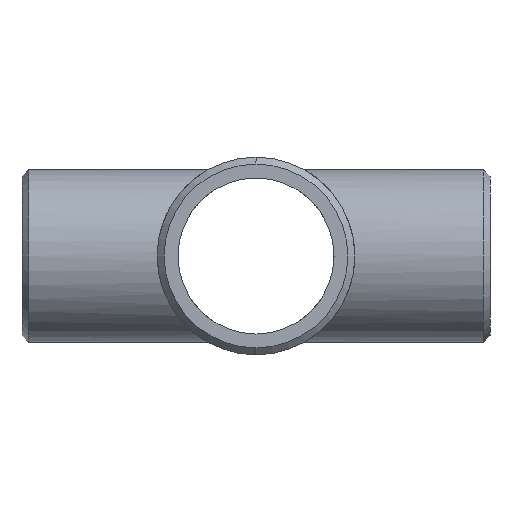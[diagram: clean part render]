
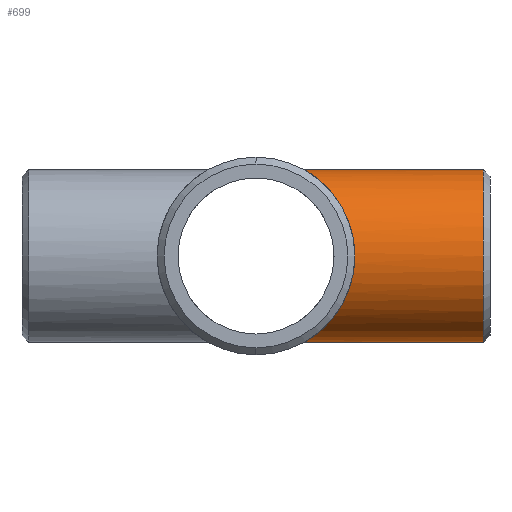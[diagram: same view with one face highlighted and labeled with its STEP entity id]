
A CAD part, left-side view. The second image highlights one B-rep face of the part: STEP entity #699.
In plain terms, the highlighted cylindrical face has radius 21.082 mm (diameter 42.164 mm), a partial arc.
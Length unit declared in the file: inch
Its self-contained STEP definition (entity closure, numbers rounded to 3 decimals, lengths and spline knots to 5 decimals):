
#3 = CARTESIAN_POINT ( 'NONE',  ( -0.19954, -0.50275, -0.80614 ) ) ;
#8 = CARTESIAN_POINT ( 'NONE',  ( 0., -2.18333, 0.83 ) ) ;
#12 = DIRECTION ( 'NONE',  ( 0., 1., 0. ) ) ;
#45 = CARTESIAN_POINT ( 'NONE',  ( -0.82242, -0.94338, -0.11568 ) ) ;
#58 = CARTESIAN_POINT ( 'NONE',  ( -0.11661, -0.4758, 0.82229 ) ) ;
#68 = CARTESIAN_POINT ( 'NONE',  ( -0.82699, -0.94737, -0.07214 ) ) ;
#87 = EDGE_CURVE ( 'NONE', #715, #703, #659, .T. ) ;
#91 = CARTESIAN_POINT ( 'NONE',  ( 0., -0.46217, -0.83 ) ) ;
#95 = CARTESIAN_POINT ( 'NONE',  ( -0.80548, -0.92865, -0.20079 ) ) ;
#101 = ORIENTED_EDGE ( 'NONE', *, *, #869, .T. ) ;
#106 = VERTEX_POINT ( 'NONE', #8 ) ;
#156 = CARTESIAN_POINT ( 'NONE',  ( -0.82813, -0.94837, -0.05753 ) ) ;
#162 = CARTESIAN_POINT ( 'NONE',  ( -0.70844, -0.84583, 0.4333 ) ) ;
#168 = CARTESIAN_POINT ( 'NONE',  ( -0.1165, -0.47579, -0.82229 ) ) ;
#182 = CARTESIAN_POINT ( 'NONE',  ( -0.77067, -0.89861, -0.30942 ) ) ;
#186 = CARTESIAN_POINT ( 'NONE',  ( -0.27684, -0.53827, -0.78293 ) ) ;
#230 = ORIENTED_EDGE ( 'NONE', *, *, #307, .T. ) ;
#242 = CARTESIAN_POINT ( 'NONE',  ( -0.55956, -0.72566, 0.61355 ) ) ;
#248 = CARTESIAN_POINT ( 'NONE',  ( -0.30127, -0.55135, 0.77383 ) ) ;
#258 = CARTESIAN_POINT ( 'NONE',  ( -0.22522, -0.51363, 0.79931 ) ) ;
#270 = CARTESIAN_POINT ( 'NONE',  ( -0.059, -0.46506, -0.8284 ) ) ;
#272 = CARTESIAN_POINT ( 'NONE',  ( 0., -2.25, -0.83 ) ) ;
#274 = AXIS2_PLACEMENT_3D ( 'NONE', #947, #12, #318 ) ;
#276 = AXIS2_PLACEMENT_3D ( 'NONE', #985, #343, #634 ) ;
#278 = CARTESIAN_POINT ( 'NONE',  ( -0.798, -0.92217, -0.2287 ) ) ;
#283 = CARTESIAN_POINT ( 'NONE',  ( -0.709, -0.8463, -0.4324 ) ) ;
#307 = EDGE_CURVE ( 'NONE', #1207, #106, #780, .T. ) ;
#318 = DIRECTION ( 'NONE',  ( 0., 0., -1. ) ) ;
#330 = FACE_OUTER_BOUND ( 'NONE', #498, .T. ) ;
#343 = DIRECTION ( 'NONE',  ( 0., 1., 0. ) ) ;
#344 = CARTESIAN_POINT ( 'NONE',  ( -0.02923, -0.46217, 0.83 ) ) ;
#352 = CARTESIAN_POINT ( 'NONE',  ( -0.69389, -0.83367, 0.4562 ) ) ;
#360 = CARTESIAN_POINT ( 'NONE',  ( -0.82965, -0.9497, -0.02811 ) ) ;
#368 = CARTESIAN_POINT ( 'NONE',  ( -0.0298, -0.46217, -0.83 ) ) ;
#370 = DIRECTION ( 'NONE',  ( 0., 1., 0. ) ) ;
#383 = CARTESIAN_POINT ( 'NONE',  ( 0., -0.46217, 0.83 ) ) ;
#384 = CARTESIAN_POINT ( 'NONE',  ( -0.54106, -0.71146, -0.62992 ) ) ;
#418 = ORIENTED_EDGE ( 'NONE', *, *, #822, .F. ) ;
#424 = CARTESIAN_POINT ( 'NONE',  ( -0.54055, -0.71107, 0.63036 ) ) ;
#439 = CARTESIAN_POINT ( 'NONE',  ( -0.82353, -0.94433, 0.11841 ) ) ;
#445 = CARTESIAN_POINT ( 'NONE',  ( -0.1989, -0.50251, 0.80629 ) ) ;
#471 = CARTESIAN_POINT ( 'NONE',  ( -0.64899, -0.79655, -0.52011 ) ) ;
#476 = CARTESIAN_POINT ( 'NONE',  ( -0.61537, -0.76926, -0.55932 ) ) ;
#498 = EDGE_LOOP ( 'NONE', ( #230, #101, #759, #418 ) ) ;
#516 = CARTESIAN_POINT ( 'NONE',  ( -0.83003, -0.95002, -0.01324 ) ) ;
#521 = CARTESIAN_POINT ( 'NONE',  ( -0.14459, -0.48359, 0.81778 ) ) ;
#527 = CARTESIAN_POINT ( 'NONE',  ( -0.74756, -0.87887, 0.36168 ) ) ;
#535 = CARTESIAN_POINT ( 'NONE',  ( -0.41713, -0.62185, 0.71935 ) ) ;
#542 = CARTESIAN_POINT ( 'NONE',  ( -0.79747, -0.92171, 0.23055 ) ) ;
#547 = CARTESIAN_POINT ( 'NONE',  ( -0.7939, -0.91863, -0.24253 ) ) ;
#564 = CARTESIAN_POINT ( 'NONE',  ( -0.74828, -0.87948, -0.36021 ) ) ;
#569 = CARTESIAN_POINT ( 'NONE',  ( -0.2258, -0.51389, -0.79914 ) ) ;
#575 = CARTESIAN_POINT ( 'NONE',  ( 0., -2.18333, -0.83 ) ) ;
#619 = CARTESIAN_POINT ( 'NONE',  ( -0.61439, -0.76847, 0.56038 ) ) ;
#625 = CARTESIAN_POINT ( 'NONE',  ( -0.82989, -0.9499, 0.06074 ) ) ;
#634 = DIRECTION ( 'NONE',  ( 0., 0., -1. ) ) ;
#648 = CARTESIAN_POINT ( 'NONE',  ( -0.50144, -0.68181, -0.6619 ) ) ;
#653 = CARTESIAN_POINT ( 'NONE',  ( -0.56029, -0.72622, -0.61289 ) ) ;
#659 = B_SPLINE_CURVE_WITH_KNOTS ( 'NONE', 3,
 ( #1180, #344, #821, #58, #521, #445, #258, #897, #248, #1187, #535, #1076, #809, #424, #242, #619, #1000, #352, #162, #986, #527, #1091, #721, #1099, #542, #1084, #914, #439, #625, #516, #360, #156, #68, #45, #795, #1162, #95, #278, #547, #743, #182, #564, #938, #283, #828, #471, #476, #653, #384, #648, #1023, #1192, #1127, #754, #186, #569, #3, #934, #168, #270, #368, #91 ),
 .UNSPECIFIED., .F., .F.,
 ( 4, 2, 2, 2, 2, 2, 2, 2, 2, 2, 2, 2, 2, 2, 2, 2, 2, 2, 2, 2, 2, 2, 2, 2, 2, 2, 2, 2, 2, 2, 4 ),
 ( 0.07139, 0.07362, 0.07585, 0.07808, 0.08031, 0.08477, 0.087, 0.08923, 0.09369, 0.09592, 0.09816, 0.10039, 0.1015, 0.10262, 0.10708, 0.10819, 0.10931, 0.11154, 0.11265, 0.11377, 0.116, 0.11823, 0.12046, 0.12492, 0.12715, 0.12938, 0.13384, 0.13607, 0.1383, 0.14053, 0.14277 ),
 .UNSPECIFIED. ) ;
#699 = ADVANCED_FACE ( 'NONE', ( #330 ), #1070, .T. ) ;
#703 = VERTEX_POINT ( 'NONE', #1098 ) ;
#715 = VERTEX_POINT ( 'NONE', #383 ) ;
#721 = CARTESIAN_POINT ( 'NONE',  ( -0.78005, -0.90667, 0.28501 ) ) ;
#738 = DIRECTION ( 'NONE',  ( 0., 1., 0. ) ) ;
#743 = CARTESIAN_POINT ( 'NONE',  ( -0.78071, -0.90724, -0.2832 ) ) ;
#754 = CARTESIAN_POINT ( 'NONE',  ( -0.30171, -0.55158, -0.77366 ) ) ;
#759 = ORIENTED_EDGE ( 'NONE', *, *, #87, .T. ) ;
#780 = CIRCLE ( 'NONE', #274, 0.83 ) ;
#795 = CARTESIAN_POINT ( 'NONE',  ( -0.81787, -0.93941, -0.14433 ) ) ;
#809 = CARTESIAN_POINT ( 'NONE',  ( -0.50099, -0.68148, 0.66224 ) ) ;
#821 = CARTESIAN_POINT ( 'NONE',  ( -0.05845, -0.46497, 0.82846 ) ) ;
#822 = EDGE_CURVE ( 'NONE', #1207, #703, #1175, .T. ) ;
#828 = CARTESIAN_POINT ( 'NONE',  ( -0.69458, -0.83425, -0.45514 ) ) ;
#869 = EDGE_CURVE ( 'NONE', #106, #715, #1007, .T. ) ;
#897 = CARTESIAN_POINT ( 'NONE',  ( -0.27662, -0.53815, 0.78301 ) ) ;
#914 = CARTESIAN_POINT ( 'NONE',  ( -0.80838, -0.93117, 0.18877 ) ) ;
#924 = VECTOR ( 'NONE', #370, 39.37008 ) ;
#934 = CARTESIAN_POINT ( 'NONE',  ( -0.14497, -0.4837, -0.81772 ) ) ;
#938 = CARTESIAN_POINT ( 'NONE',  ( -0.73593, -0.86898, -0.38479 ) ) ;
#947 = CARTESIAN_POINT ( 'NONE',  ( 0., -2.18333, 0. ) ) ;
#985 = CARTESIAN_POINT ( 'NONE',  ( 0., -2.25, 0. ) ) ;
#986 = CARTESIAN_POINT ( 'NONE',  ( -0.73523, -0.8684, 0.38609 ) ) ;
#1000 = CARTESIAN_POINT ( 'NONE',  ( -0.64803, -0.79577, 0.52132 ) ) ;
#1007 = LINE ( 'NONE', #1108, #1014 ) ;
#1014 = VECTOR ( 'NONE', #738, 39.37008 ) ;
#1023 = CARTESIAN_POINT ( 'NONE',  ( -0.48105, -0.66692, -0.67685 ) ) ;
#1070 = CYLINDRICAL_SURFACE ( 'NONE', #276, 0.83 ) ;
#1076 = CARTESIAN_POINT ( 'NONE',  ( -0.4804, -0.66645, 0.67732 ) ) ;
#1084 = CARTESIAN_POINT ( 'NONE',  ( -0.80498, -0.92822, 0.20275 ) ) ;
#1091 = CARTESIAN_POINT ( 'NONE',  ( -0.76997, -0.89801, 0.31115 ) ) ;
#1098 = CARTESIAN_POINT ( 'NONE',  ( 0., -0.46217, -0.83 ) ) ;
#1099 = CARTESIAN_POINT ( 'NONE',  ( -0.79333, -0.91814, 0.24438 ) ) ;
#1108 = CARTESIAN_POINT ( 'NONE',  ( 0., -2.25, 0.83 ) ) ;
#1127 = CARTESIAN_POINT ( 'NONE',  ( -0.37358, -0.59298, -0.743 ) ) ;
#1162 = CARTESIAN_POINT ( 'NONE',  ( -0.80885, -0.93158, -0.18675 ) ) ;
#1175 = LINE ( 'NONE', #272, #924 ) ;
#1180 = CARTESIAN_POINT ( 'NONE',  ( 0., -0.46217, 0.83 ) ) ;
#1187 = CARTESIAN_POINT ( 'NONE',  ( -0.37271, -0.59245, 0.74342 ) ) ;
#1192 = CARTESIAN_POINT ( 'NONE',  ( -0.41801, -0.62245, -0.71883 ) ) ;
#1207 = VERTEX_POINT ( 'NONE', #575 ) ;
